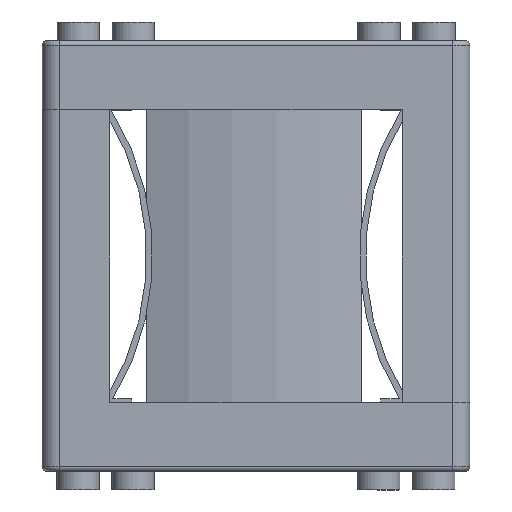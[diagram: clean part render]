
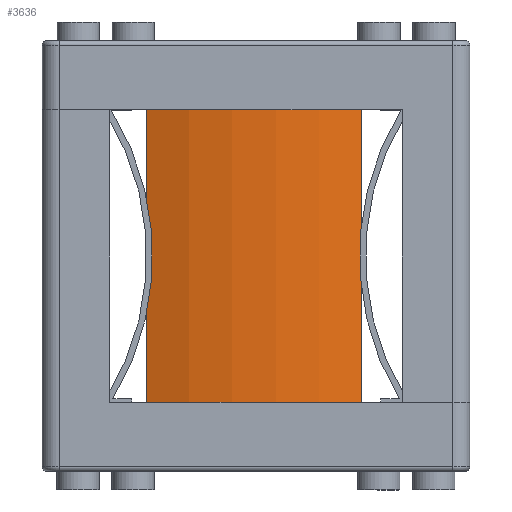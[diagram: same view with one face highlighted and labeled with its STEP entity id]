
A CAD part, front view. The second image highlights one B-rep face of the part: STEP entity #3636.
In plain terms, the highlighted cylindrical face has radius 34.284 mm (diameter 68.568 mm), a partial arc.
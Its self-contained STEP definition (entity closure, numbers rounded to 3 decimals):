
#117=CYLINDRICAL_SURFACE('',#4083,34.284);
#308=CIRCLE('',#4084,34.284);
#309=CIRCLE('',#4085,34.284);
#509=FACE_OUTER_BOUND('',#757,.T.);
#757=EDGE_LOOP('',(#3298,#3299,#3300,#3301));
#1109=LINE('',#6188,#1465);
#1111=LINE('',#6194,#1467);
#1465=VECTOR('',#5136,10.);
#1467=VECTOR('',#5140,10.);
#1796=VERTEX_POINT('',#6181);
#1799=VERTEX_POINT('',#6186);
#1801=VERTEX_POINT('',#6191);
#1802=VERTEX_POINT('',#6193);
#2297=EDGE_CURVE('',#1796,#1799,#1109,.T.);
#2299=EDGE_CURVE('',#1801,#1802,#1111,.T.);
#2304=EDGE_CURVE('',#1801,#1796,#308,.T.);
#2305=EDGE_CURVE('',#1802,#1799,#309,.T.);
#3298=ORIENTED_EDGE('',*,*,#2304,.T.);
#3299=ORIENTED_EDGE('',*,*,#2297,.T.);
#3300=ORIENTED_EDGE('',*,*,#2305,.F.);
#3301=ORIENTED_EDGE('',*,*,#2299,.F.);
#3636=ADVANCED_FACE('',(#509),#117,.T.);
#4083=AXIS2_PLACEMENT_3D('',#6201,#5147,#5148);
#4084=AXIS2_PLACEMENT_3D('',#6202,#5149,#5150);
#4085=AXIS2_PLACEMENT_3D('',#6203,#5151,#5152);
#5136=DIRECTION('',(0.,1.,0.));
#5140=DIRECTION('',(0.,1.,0.));
#5147=DIRECTION('center_axis',(0.,1.,0.));
#5148=DIRECTION('ref_axis',(-0.365,0.,0.931));
#5149=DIRECTION('center_axis',(0.,1.,0.));
#5150=DIRECTION('ref_axis',(-0.365,0.,0.931));
#5151=DIRECTION('center_axis',(0.,1.,0.));
#5152=DIRECTION('ref_axis',(-0.365,0.,0.931));
#6181=CARTESIAN_POINT('',(0.,0.,1.59));
#6186=CARTESIAN_POINT('',(0.,40.,1.59));
#6188=CARTESIAN_POINT('',(0.,0.,1.59));
#6191=CARTESIAN_POINT('',(-25.,0.,1.59));
#6193=CARTESIAN_POINT('',(-25.,40.,1.59));
#6194=CARTESIAN_POINT('',(-25.,0.,1.59));
#6201=CARTESIAN_POINT('Origin',(-12.5,0.,-30.334));
#6202=CARTESIAN_POINT('Origin',(-12.5,0.,-30.334));
#6203=CARTESIAN_POINT('Origin',(-12.5,40.,-30.334));
